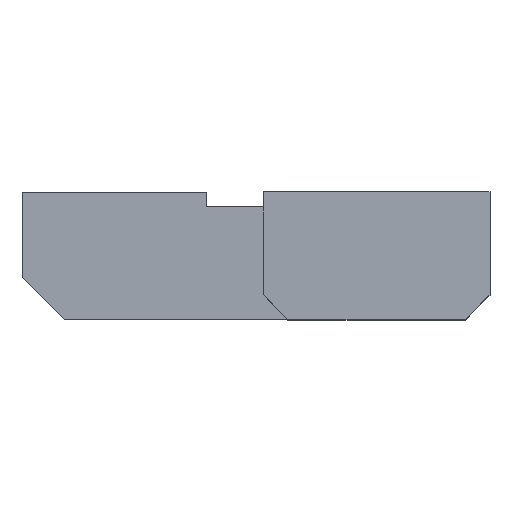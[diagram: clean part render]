
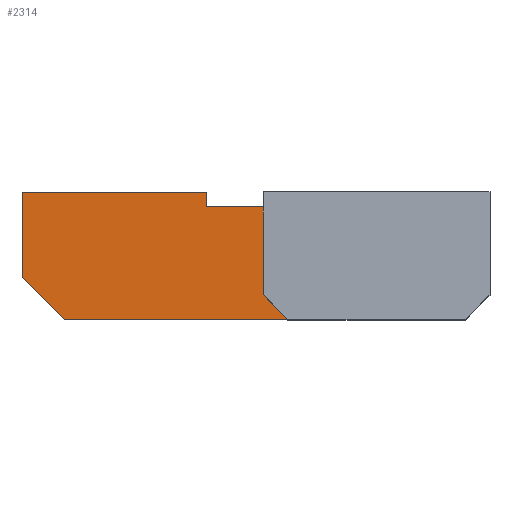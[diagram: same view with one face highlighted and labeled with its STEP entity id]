
A CAD part, top view. The second image highlights one B-rep face of the part: STEP entity #2314.
In plain terms, the highlighted free-form (B-spline) face has degree [1, 1] with [2, 2] control points.
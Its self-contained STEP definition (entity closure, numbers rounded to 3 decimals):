
#1639=CARTESIAN_POINT('',(-0.247,4.042,36.5));
#1640=VERTEX_POINT('',#1639);
#1646=CARTESIAN_POINT('',(-4.05,0.0,36.5));
#1647=VERTEX_POINT('',#1646);
#1648=CARTESIAN_POINT('',(-4.05,0.0,36.5));
#1649=CARTESIAN_POINT('',(-4.05,3.81,36.5));
#1650=CARTESIAN_POINT('',(-0.247,4.042,36.5));
#1658=(BOUNDED_CURVE()B_SPLINE_CURVE(2,(#1648,#1649,#1650),.UNSPECIFIED.,.F.,.U.)B_SPLINE_CURVE_WITH_KNOTS((3,3),(0.5,0.739),.UNSPECIFIED.)CURVE()GEOMETRIC_REPRESENTATION_ITEM()RATIONAL_B_SPLINE_CURVE((1.0,0.72,0.976))REPRESENTATION_ITEM(''));
#1659=EDGE_CURVE('',#1647,#1640,#1658,.T.);
#1661=CARTESIAN_POINT('',(0.478,-4.022,36.5));
#1662=VERTEX_POINT('',#1661);
#1663=CARTESIAN_POINT('',(0.478,-4.022,36.5));
#1664=CARTESIAN_POINT('',(0.24,-4.05,36.5));
#1665=CARTESIAN_POINT('',(0.0,-4.05,36.5));
#1666=CARTESIAN_POINT('',(-4.05,-4.05,36.5));
#1667=CARTESIAN_POINT('',(-4.05,0.0,36.5));
#1675=(BOUNDED_CURVE()B_SPLINE_CURVE(2,(#1663,#1664,#1665,#1666,#1667),.UNSPECIFIED.,.F.,.U.)B_SPLINE_CURVE_WITH_KNOTS((3,2,3),(0.23,0.25,0.5),.UNSPECIFIED.)CURVE()GEOMETRIC_REPRESENTATION_ITEM()RATIONAL_B_SPLINE_CURVE((0.956,0.976,1.0,0.707,1.0))REPRESENTATION_ITEM(''));
#1676=EDGE_CURVE('',#1662,#1647,#1675,.T.);
#1720=CARTESIAN_POINT('',(4.05,0.0,36.5));
#1721=VERTEX_POINT('',#1720);
#1722=CARTESIAN_POINT('',(4.05,0.0,36.5));
#1723=CARTESIAN_POINT('',(4.05,-3.597,36.5));
#1724=CARTESIAN_POINT('',(0.478,-4.022,36.5));
#1732=(BOUNDED_CURVE()B_SPLINE_CURVE(2,(#1722,#1723,#1724),.UNSPECIFIED.,.F.,.U.)B_SPLINE_CURVE_WITH_KNOTS((3,3),(0.0,0.23),.UNSPECIFIED.)CURVE()GEOMETRIC_REPRESENTATION_ITEM()RATIONAL_B_SPLINE_CURVE((1.0,0.731,0.956))REPRESENTATION_ITEM(''));
#1733=EDGE_CURVE('',#1721,#1662,#1732,.T.);
#1735=CARTESIAN_POINT('',(-0.247,4.042,36.5));
#1736=CARTESIAN_POINT('',(-0.124,4.05,36.5));
#1737=CARTESIAN_POINT('',(0.0,4.05,36.5));
#1738=CARTESIAN_POINT('',(4.05,4.05,36.5));
#1739=CARTESIAN_POINT('',(4.05,0.0,36.5));
#1747=(BOUNDED_CURVE()B_SPLINE_CURVE(2,(#1735,#1736,#1737,#1738,#1739),.UNSPECIFIED.,.F.,.U.)B_SPLINE_CURVE_WITH_KNOTS((3,2,3),(0.739,0.75,1.0),.UNSPECIFIED.)CURVE()GEOMETRIC_REPRESENTATION_ITEM()RATIONAL_B_SPLINE_CURVE((0.976,0.988,1.0,0.707,1.0))REPRESENTATION_ITEM(''));
#1748=EDGE_CURVE('',#1640,#1721,#1747,.T.);
#2238=CARTESIAN_POINT('',(-44.498,-8.899,36.5));
#2239=CARTESIAN_POINT('',(10.498,-8.899,36.5));
#2240=CARTESIAN_POINT('',(-44.498,10.899,36.5));
#2241=CARTESIAN_POINT('',(10.498,10.899,36.5));
#2242=B_SPLINE_SURFACE_WITH_KNOTS('',1,1,((#2238,#2240),(#2239,#2241)),.UNSPECIFIED.,.F.,.F.,.U.,(2,2),(2,2),(0.0,54.995),(0.0,19.798),.UNSPECIFIED.);
#2243=CARTESIAN_POINT('',(-16.,10.0,36.5));
#2244=VERTEX_POINT('',#2243);
#2245=CARTESIAN_POINT('',(-16.,8.,36.5));
#2246=VERTEX_POINT('',#2245);
#2247=CARTESIAN_POINT('',(-16.,10.0,36.5));
#2248=CARTESIAN_POINT('',(-16.,8.,36.5));
#2249=QUASI_UNIFORM_CURVE('',1,(#2247,#2248),.UNSPECIFIED.,.F.,.U.);
#2250=EDGE_CURVE('',#2244,#2246,#2249,.T.);
#2251=ORIENTED_EDGE('',*,*,#2250,.F.);
#2252=CARTESIAN_POINT('',(-42.,10.0,36.5));
#2253=VERTEX_POINT('',#2252);
#2254=CARTESIAN_POINT('',(-42.,10.0,36.5));
#2255=CARTESIAN_POINT('',(-16.,10.0,36.5));
#2256=QUASI_UNIFORM_CURVE('',1,(#2254,#2255),.UNSPECIFIED.,.F.,.U.);
#2257=EDGE_CURVE('',#2253,#2244,#2256,.T.);
#2258=ORIENTED_EDGE('',*,*,#2257,.F.);
#2259=CARTESIAN_POINT('',(-42.,-2.,36.5));
#2260=VERTEX_POINT('',#2259);
#2261=CARTESIAN_POINT('',(-42.,-2.,36.5));
#2262=CARTESIAN_POINT('',(-42.,10.0,36.5));
#2263=QUASI_UNIFORM_CURVE('',1,(#2261,#2262),.UNSPECIFIED.,.F.,.U.);
#2264=EDGE_CURVE('',#2260,#2253,#2263,.T.);
#2265=ORIENTED_EDGE('',*,*,#2264,.F.);
#2266=CARTESIAN_POINT('',(-36.,-8.,36.5));
#2267=VERTEX_POINT('',#2266);
#2268=CARTESIAN_POINT('',(-36.,-8.,36.5));
#2269=CARTESIAN_POINT('',(-42.,-2.,36.5));
#2270=QUASI_UNIFORM_CURVE('',1,(#2268,#2269),.UNSPECIFIED.,.F.,.U.);
#2271=EDGE_CURVE('',#2267,#2260,#2270,.T.);
#2272=ORIENTED_EDGE('',*,*,#2271,.F.);
#2273=CARTESIAN_POINT('',(4.5,-8.,36.5));
#2274=VERTEX_POINT('',#2273);
#2275=CARTESIAN_POINT('',(4.5,-8.,36.5));
#2276=CARTESIAN_POINT('',(-36.,-8.,36.5));
#2277=QUASI_UNIFORM_CURVE('',1,(#2275,#2276),.UNSPECIFIED.,.F.,.U.);
#2278=EDGE_CURVE('',#2274,#2267,#2277,.T.);
#2279=ORIENTED_EDGE('',*,*,#2278,.F.);
#2280=CARTESIAN_POINT('',(8.,-4.5,36.5));
#2281=VERTEX_POINT('',#2280);
#2282=CARTESIAN_POINT('',(8.,-4.5,36.5));
#2283=CARTESIAN_POINT('',(4.5,-8.,36.5));
#2284=QUASI_UNIFORM_CURVE('',1,(#2282,#2283),.UNSPECIFIED.,.F.,.U.);
#2285=EDGE_CURVE('',#2281,#2274,#2284,.T.);
#2286=ORIENTED_EDGE('',*,*,#2285,.F.);
#2287=CARTESIAN_POINT('',(8.,4.5,36.5));
#2288=VERTEX_POINT('',#2287);
#2289=CARTESIAN_POINT('',(8.,4.5,36.5));
#2290=CARTESIAN_POINT('',(8.,-4.5,36.5));
#2291=QUASI_UNIFORM_CURVE('',1,(#2289,#2290),.UNSPECIFIED.,.F.,.U.);
#2292=EDGE_CURVE('',#2288,#2281,#2291,.T.);
#2293=ORIENTED_EDGE('',*,*,#2292,.F.);
#2294=CARTESIAN_POINT('',(4.5,8.,36.5));
#2295=VERTEX_POINT('',#2294);
#2296=CARTESIAN_POINT('',(4.5,8.,36.5));
#2297=CARTESIAN_POINT('',(8.,4.5,36.5));
#2298=QUASI_UNIFORM_CURVE('',1,(#2296,#2297),.UNSPECIFIED.,.F.,.U.);
#2299=EDGE_CURVE('',#2295,#2288,#2298,.T.);
#2300=ORIENTED_EDGE('',*,*,#2299,.F.);
#2301=CARTESIAN_POINT('',(-16.,8.,36.5));
#2302=CARTESIAN_POINT('',(4.5,8.,36.5));
#2303=QUASI_UNIFORM_CURVE('',1,(#2301,#2302),.UNSPECIFIED.,.F.,.U.);
#2304=EDGE_CURVE('',#2246,#2295,#2303,.T.);
#2305=ORIENTED_EDGE('',*,*,#2304,.F.);
#2306=EDGE_LOOP('',(#2251,#2258,#2265,#2272,#2279,#2286,#2293,#2300,#2305));
#2307=FACE_OUTER_BOUND('',#2306,.T.);
#2308=ORIENTED_EDGE('',*,*,#1659,.T.);
#2309=ORIENTED_EDGE('',*,*,#1748,.T.);
#2310=ORIENTED_EDGE('',*,*,#1733,.T.);
#2311=ORIENTED_EDGE('',*,*,#1676,.T.);
#2312=EDGE_LOOP('',(#2308,#2309,#2310,#2311));
#2313=FACE_BOUND('',#2312,.T.);
#2314=ADVANCED_FACE('',(#2307,#2313),#2242,.T.);
